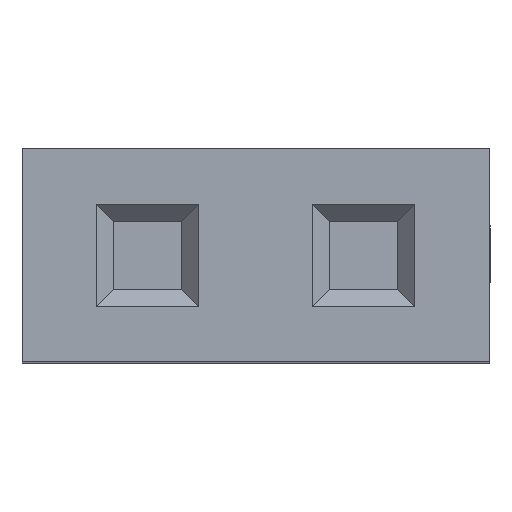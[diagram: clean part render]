
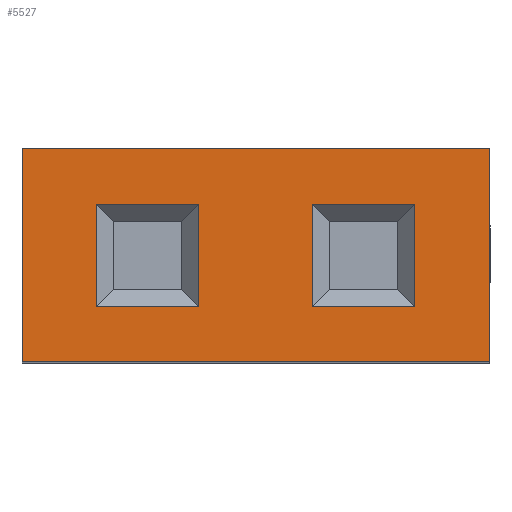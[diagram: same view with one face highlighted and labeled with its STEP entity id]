
A CAD part, top view. The second image highlights one B-rep face of the part: STEP entity #5527.
In plain terms, the highlighted planar face has unit normal (0, 0, 1).
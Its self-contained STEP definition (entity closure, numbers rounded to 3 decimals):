
#406 = DIRECTION ( 'NONE',  ( -1., 0., 0. ) ) ;
#493 = LINE ( 'NONE', #5203, #7776 ) ;
#513 = EDGE_LOOP ( 'NONE', ( #5663, #4225, #13750, #13444 ) ) ;
#562 = ORIENTED_EDGE ( 'NONE', *, *, #615, .T. ) ;
#571 = EDGE_CURVE ( 'NONE', #6483, #11056, #10813, .T. ) ;
#615 = EDGE_CURVE ( 'NONE', #14368, #6483, #9887, .T. ) ;
#623 = DIRECTION ( 'NONE',  ( 0., 1., 0. ) ) ;
#716 = VECTOR ( 'NONE', #10964, 1000. ) ;
#845 = CARTESIAN_POINT ( 'NONE',  ( -0.67, -0.4, 8.5 ) ) ;
#989 = EDGE_CURVE ( 'NONE', #3144, #4198, #7526, .T. ) ;
#1017 = EDGE_CURVE ( 'NONE', #5518, #2254, #6113, .T. ) ;
#1061 = VECTOR ( 'NONE', #9393, 1000. ) ;
#1196 = CARTESIAN_POINT ( 'NONE',  ( 0.87, -0.6, 8.5 ) ) ;
#1355 = EDGE_CURVE ( 'NONE', #2254, #7007, #7732, .T. ) ;
#1659 = CARTESIAN_POINT ( 'NONE',  ( 1.87, -0.4, 8.5 ) ) ;
#1995 = FACE_BOUND ( 'NONE', #9658, .T. ) ;
#2254 = VERTEX_POINT ( 'NONE', #12000 ) ;
#2708 = CARTESIAN_POINT ( 'NONE',  ( -1.87, 0.6, 8.5 ) ) ;
#2894 = ORIENTED_EDGE ( 'NONE', *, *, #989, .T. ) ;
#3078 = LINE ( 'NONE', #13630, #8058 ) ;
#3144 = VERTEX_POINT ( 'NONE', #3289 ) ;
#3220 = DIRECTION ( 'NONE',  ( 0., 0., 1. ) ) ;
#3289 = CARTESIAN_POINT ( 'NONE',  ( 2.74, -1.25, 8.5 ) ) ;
#3682 = CARTESIAN_POINT ( 'NONE',  ( -2.74, 1.25, 8.5 ) ) ;
#3815 = EDGE_CURVE ( 'NONE', #9994, #3144, #493, .T. ) ;
#4014 = ORIENTED_EDGE ( 'NONE', *, *, #6007, .T. ) ;
#4198 = VERTEX_POINT ( 'NONE', #8494 ) ;
#4225 = ORIENTED_EDGE ( 'NONE', *, *, #1355, .T. ) ;
#4317 = EDGE_CURVE ( 'NONE', #8034, #9994, #6847, .T. ) ;
#4585 = LINE ( 'NONE', #7049, #1061 ) ;
#4622 = CARTESIAN_POINT ( 'NONE',  ( -2.74, 1.25, 8.5 ) ) ;
#4977 = CARTESIAN_POINT ( 'NONE',  ( -0.67, -0.6, 8.5 ) ) ;
#5203 = CARTESIAN_POINT ( 'NONE',  ( -2.74, -1.25, 8.5 ) ) ;
#5396 = ORIENTED_EDGE ( 'NONE', *, *, #5719, .T. ) ;
#5398 = VECTOR ( 'NONE', #5912, 1000. ) ;
#5465 = AXIS2_PLACEMENT_3D ( 'NONE', #7726, #3220, #10145 ) ;
#5518 = VERTEX_POINT ( 'NONE', #2708 ) ;
#5527 = ADVANCED_FACE ( 'NONE', ( #1995, #6398, #13862 ), #10065, .T. ) ;
#5551 = ORIENTED_EDGE ( 'NONE', *, *, #10665, .T. ) ;
#5663 = ORIENTED_EDGE ( 'NONE', *, *, #1017, .T. ) ;
#5719 = EDGE_CURVE ( 'NONE', #4198, #8034, #7180, .T. ) ;
#5912 = DIRECTION ( 'NONE',  ( -1., 0., 0. ) ) ;
#6007 = EDGE_CURVE ( 'NONE', #12759, #14368, #4585, .T. ) ;
#6113 = LINE ( 'NONE', #12330, #12106 ) ;
#6398 = FACE_BOUND ( 'NONE', #513, .T. ) ;
#6413 = DIRECTION ( 'NONE',  ( 1., 0., 0. ) ) ;
#6483 = VERTEX_POINT ( 'NONE', #12368 ) ;
#6567 = ORIENTED_EDGE ( 'NONE', *, *, #4317, .T. ) ;
#6832 = ORIENTED_EDGE ( 'NONE', *, *, #571, .T. ) ;
#6847 = LINE ( 'NONE', #4622, #12452 ) ;
#7007 = VERTEX_POINT ( 'NONE', #4977 ) ;
#7049 = CARTESIAN_POINT ( 'NONE',  ( 1.67, 0.6, 8.5 ) ) ;
#7180 = LINE ( 'NONE', #9831, #14924 ) ;
#7380 = CARTESIAN_POINT ( 'NONE',  ( 2.74, 1.25, 8.5 ) ) ;
#7405 = VECTOR ( 'NONE', #406, 1000. ) ;
#7526 = LINE ( 'NONE', #7380, #11653 ) ;
#7726 = CARTESIAN_POINT ( 'NONE',  ( 0., 0., 8.5 ) ) ;
#7732 = LINE ( 'NONE', #845, #12120 ) ;
#7776 = VECTOR ( 'NONE', #13970, 1000. ) ;
#8034 = VERTEX_POINT ( 'NONE', #3682 ) ;
#8058 = VECTOR ( 'NONE', #623, 1000. ) ;
#8193 = EDGE_CURVE ( 'NONE', #7007, #11290, #8847, .T. ) ;
#8219 = EDGE_LOOP ( 'NONE', ( #2894, #5396, #6567, #10936 ) ) ;
#8433 = LINE ( 'NONE', #9523, #13250 ) ;
#8494 = CARTESIAN_POINT ( 'NONE',  ( 2.74, 1.25, 8.5 ) ) ;
#8582 = DIRECTION ( 'NONE',  ( -1., 0., 0. ) ) ;
#8847 = LINE ( 'NONE', #10938, #7405 ) ;
#9263 = DIRECTION ( 'NONE',  ( 0., -1., 0. ) ) ;
#9393 = DIRECTION ( 'NONE',  ( 1., 0., 0. ) ) ;
#9523 = CARTESIAN_POINT ( 'NONE',  ( -1.87, 0.4, 8.5 ) ) ;
#9658 = EDGE_LOOP ( 'NONE', ( #4014, #562, #6832, #5551 ) ) ;
#9831 = CARTESIAN_POINT ( 'NONE',  ( -2.74, 1.25, 8.5 ) ) ;
#9887 = LINE ( 'NONE', #1659, #716 ) ;
#9994 = VERTEX_POINT ( 'NONE', #10209 ) ;
#10065 = PLANE ( 'NONE',  #5465 ) ;
#10145 = DIRECTION ( 'NONE',  ( 1., 0., 0. ) ) ;
#10209 = CARTESIAN_POINT ( 'NONE',  ( -2.74, -1.25, 8.5 ) ) ;
#10665 = EDGE_CURVE ( 'NONE', #11056, #12759, #3078, .T. ) ;
#10813 = LINE ( 'NONE', #1196, #5398 ) ;
#10936 = ORIENTED_EDGE ( 'NONE', *, *, #3815, .T. ) ;
#10938 = CARTESIAN_POINT ( 'NONE',  ( -1.67, -0.6, 8.5 ) ) ;
#10964 = DIRECTION ( 'NONE',  ( 0., -1., 0. ) ) ;
#11056 = VERTEX_POINT ( 'NONE', #13857 ) ;
#11290 = VERTEX_POINT ( 'NONE', #12576 ) ;
#11585 = CARTESIAN_POINT ( 'NONE',  ( 1.87, 0.6, 8.5 ) ) ;
#11653 = VECTOR ( 'NONE', #13271, 1000. ) ;
#12000 = CARTESIAN_POINT ( 'NONE',  ( -0.67, 0.6, 8.5 ) ) ;
#12106 = VECTOR ( 'NONE', #6413, 1000. ) ;
#12120 = VECTOR ( 'NONE', #14808, 1000. ) ;
#12330 = CARTESIAN_POINT ( 'NONE',  ( -0.87, 0.6, 8.5 ) ) ;
#12368 = CARTESIAN_POINT ( 'NONE',  ( 1.87, -0.6, 8.5 ) ) ;
#12452 = VECTOR ( 'NONE', #9263, 1000. ) ;
#12576 = CARTESIAN_POINT ( 'NONE',  ( -1.87, -0.6, 8.5 ) ) ;
#12759 = VERTEX_POINT ( 'NONE', #14400 ) ;
#13250 = VECTOR ( 'NONE', #14175, 1000. ) ;
#13271 = DIRECTION ( 'NONE',  ( 0., 1., 0. ) ) ;
#13444 = ORIENTED_EDGE ( 'NONE', *, *, #13878, .T. ) ;
#13630 = CARTESIAN_POINT ( 'NONE',  ( 0.67, 0.4, 8.5 ) ) ;
#13750 = ORIENTED_EDGE ( 'NONE', *, *, #8193, .T. ) ;
#13857 = CARTESIAN_POINT ( 'NONE',  ( 0.67, -0.6, 8.5 ) ) ;
#13862 = FACE_OUTER_BOUND ( 'NONE', #8219, .T. ) ;
#13878 = EDGE_CURVE ( 'NONE', #11290, #5518, #8433, .T. ) ;
#13970 = DIRECTION ( 'NONE',  ( 1., 0., 0. ) ) ;
#14175 = DIRECTION ( 'NONE',  ( 0., 1., 0. ) ) ;
#14368 = VERTEX_POINT ( 'NONE', #11585 ) ;
#14400 = CARTESIAN_POINT ( 'NONE',  ( 0.67, 0.6, 8.5 ) ) ;
#14808 = DIRECTION ( 'NONE',  ( 0., -1., 0. ) ) ;
#14924 = VECTOR ( 'NONE', #8582, 1000. ) ;
